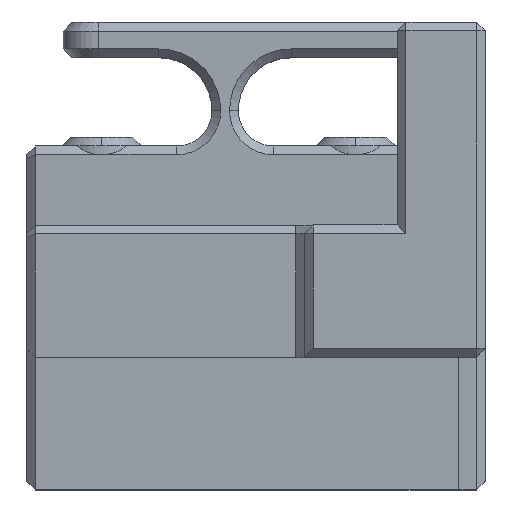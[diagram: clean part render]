
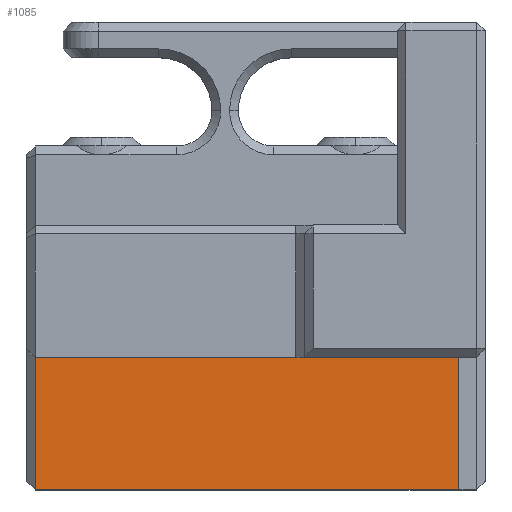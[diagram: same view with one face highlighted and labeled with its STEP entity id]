
A CAD part, top view. The second image highlights one B-rep face of the part: STEP entity #1085.
In plain terms, the highlighted planar face has unit normal (0, 0, 1).
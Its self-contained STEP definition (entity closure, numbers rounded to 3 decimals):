
#32 = LINE ( 'NONE', #1764, #4502 ) ;
#322 = CARTESIAN_POINT ( 'NONE',  ( 23., -15., 20.5 ) ) ;
#734 = FACE_OUTER_BOUND ( 'NONE', #2190, .T. ) ;
#864 = VERTEX_POINT ( 'NONE', #3587 ) ;
#867 = DIRECTION ( 'NONE',  ( 0., 0., -1. ) ) ;
#1085 = ADVANCED_FACE ( 'NONE', ( #734 ), #2367, .F. ) ;
#1090 = EDGE_CURVE ( 'NONE', #864, #3947, #4872, .T. ) ;
#1109 = ORIENTED_EDGE ( 'NONE', *, *, #5073, .T. ) ;
#1151 = CARTESIAN_POINT ( 'NONE',  ( -25., -15., 20.5 ) ) ;
#1160 = VERTEX_POINT ( 'NONE', #322 ) ;
#1326 = AXIS2_PLACEMENT_3D ( 'NONE', #3447, #867, #2940 ) ;
#1608 = ORIENTED_EDGE ( 'NONE', *, *, #4940, .T. ) ;
#1764 = CARTESIAN_POINT ( 'NONE',  ( 23., -15., 20.5 ) ) ;
#2190 = EDGE_LOOP ( 'NONE', ( #1109, #5433, #3982, #1608 ) ) ;
#2367 = PLANE ( 'NONE',  #1326 ) ;
#2940 = DIRECTION ( 'NONE',  ( -1., 0., 0. ) ) ;
#2957 = DIRECTION ( 'NONE',  ( -1., 0., 0. ) ) ;
#3082 = CARTESIAN_POINT ( 'NONE',  ( 23., 0., 20.5 ) ) ;
#3299 = LINE ( 'NONE', #5427, #6018 ) ;
#3447 = CARTESIAN_POINT ( 'NONE',  ( 23., -64.092, 20.5 ) ) ;
#3587 = CARTESIAN_POINT ( 'NONE',  ( -25., 0., 20.5 ) ) ;
#3947 = VERTEX_POINT ( 'NONE', #1151 ) ;
#3982 = ORIENTED_EDGE ( 'NONE', *, *, #5310, .F. ) ;
#4146 = VECTOR ( 'NONE', #6499, 1000. ) ;
#4409 = DIRECTION ( 'NONE',  ( -1., 0., 0. ) ) ;
#4432 = CARTESIAN_POINT ( 'NONE',  ( -25., -64.092, 20.5 ) ) ;
#4502 = VECTOR ( 'NONE', #4409, 1000. ) ;
#4543 = LINE ( 'NONE', #6616, #5052 ) ;
#4872 = LINE ( 'NONE', #4432, #4146 ) ;
#4940 = EDGE_CURVE ( 'NONE', #1160, #5721, #3299, .T. ) ;
#4959 = DIRECTION ( 'NONE',  ( 0., 1., 0. ) ) ;
#5052 = VECTOR ( 'NONE', #2957, 1000. ) ;
#5073 = EDGE_CURVE ( 'NONE', #5721, #864, #4543, .T. ) ;
#5310 = EDGE_CURVE ( 'NONE', #1160, #3947, #32, .T. ) ;
#5427 = CARTESIAN_POINT ( 'NONE',  ( 23., -64.092, 20.5 ) ) ;
#5433 = ORIENTED_EDGE ( 'NONE', *, *, #1090, .T. ) ;
#5721 = VERTEX_POINT ( 'NONE', #3082 ) ;
#6018 = VECTOR ( 'NONE', #4959, 1000. ) ;
#6499 = DIRECTION ( 'NONE',  ( 0., -1., 0. ) ) ;
#6616 = CARTESIAN_POINT ( 'NONE',  ( 23., 0., 20.5 ) ) ;
